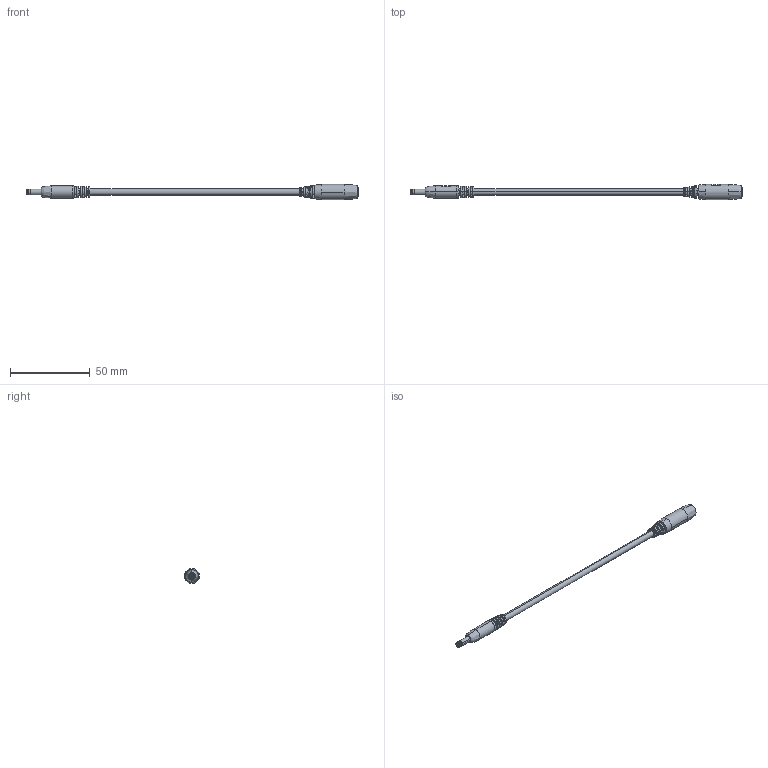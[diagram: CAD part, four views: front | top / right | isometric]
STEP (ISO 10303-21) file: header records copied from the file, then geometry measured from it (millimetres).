
FILE_DESCRIPTION (( 'STEP AP203' ), '1' );
FILE_NAME ('10-02239_revA.STEP', '2016-10-27T21:55:46', ( '' ), ( '' ), 'SwSTEP 2.0', 'SolidWorks 2015', '' );
FILE_SCHEMA (( 'CONFIG_CONTROL_DESIGN' ));
Length unit declared in the file: millimetre
Products named in the file (14): 50-00056; 50-00056 insulator block; 10-02239_revA; 50-00057 shell; 24-00181_default; 50-00057 contact; 50-00056 insulator; 50-00056 shell; 50-00057 insulator; 50-00056 pin; 50-00057; 30-00692_blunt cut; 50-00057 pin; 24-00184
Assembly tree (13 placements, depth 3):
  10-02239_revA
    30-00692_blunt cut
    24-00181_default
    24-00184
    50-00056
      50-00056 insulator block
      50-00056 insulator
      50-00056 pin
      50-00056 shell
    50-00057
      50-00057 contact
      50-00057 insulator
      50-00057 pin
      50-00057 shell
Bounding box: 207.62 x 9.4 x 9.4 mm (x, y, z)
Volume: 4835.1 mm3; surface area: 11808.8 mm2
Topology: 37 solids, 37 shells, 801 faces, 1919 edges, 1211 vertices
Faces by surface type: cylinder 255, plane 243, bspline 191, cone 58, torus 54
Entity records: 30888 total; most frequent: CARTESIAN_POINT 11908, ORIENTED_EDGE 3806, DIRECTION 3346, EDGE_CURVE 1903, AXIS2_PLACEMENT_3D 1400, VERTEX_POINT 1211, EDGE_LOOP 906, ADVANCED_FACE 801
